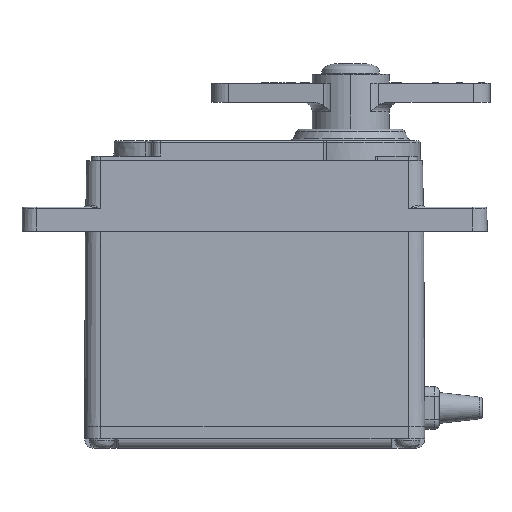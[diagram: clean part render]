
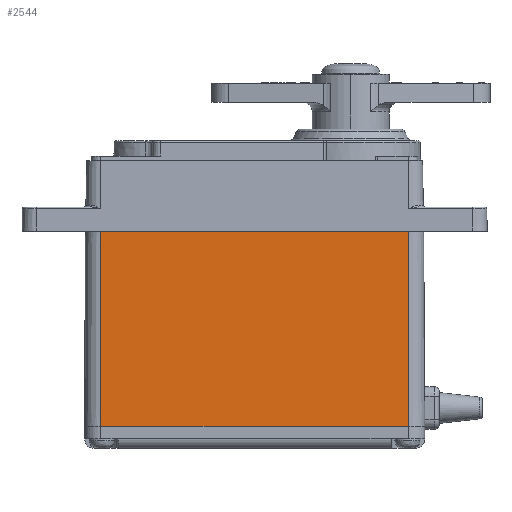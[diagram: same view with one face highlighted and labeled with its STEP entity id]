
A CAD part, top view. The second image highlights one B-rep face of the part: STEP entity #2544.
In plain terms, the highlighted planar face has unit normal (0, 0.005, 1).
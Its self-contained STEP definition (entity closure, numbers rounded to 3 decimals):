
#203=DIRECTION('',(1.,0.,0.));
#204=VECTOR('',#203,32.);
#205=CARTESIAN_POINT('',(-16.,-20.6,7.5));
#206=LINE('',#205,#204);
#504=DIRECTION('',(1.,0.,0.));
#505=VECTOR('',#504,32.);
#506=CARTESIAN_POINT('',(-16.,-0.3,7.4));
#507=LINE('',#506,#505);
#757=DIRECTION('',(0.,-1.,0.005));
#758=VECTOR('',#757,20.3);
#759=CARTESIAN_POINT('',(-16.,-0.3,7.4));
#760=LINE('',#759,#758);
#771=DIRECTION('',(0.,-1.,0.005));
#772=VECTOR('',#771,20.3);
#773=CARTESIAN_POINT('',(16.,-0.3,7.4));
#774=LINE('',#773,#772);
#1865=CARTESIAN_POINT('',(-16.,-20.6,7.5));
#1866=VERTEX_POINT('',#1865);
#1867=CARTESIAN_POINT('',(16.,-20.6,7.5));
#1868=VERTEX_POINT('',#1867);
#1871=CARTESIAN_POINT('',(-16.,-0.3,7.4));
#1872=CARTESIAN_POINT('',(16.,-0.3,7.4));
#1873=VERTEX_POINT('',#1871);
#1874=VERTEX_POINT('',#1872);
#2531=CARTESIAN_POINT('',(-16.,-0.3,7.4));
#2532=DIRECTION('',(0.,0.005,1.));
#2533=DIRECTION('',(0.,-1.,0.005));
#2534=AXIS2_PLACEMENT_3D('',#2531,#2532,#2533);
#2535=PLANE('',#2534);
#2536=ORIENTED_EDGE('',*,*,#2364,.T.);
#2538=ORIENTED_EDGE('',*,*,#2537,.T.);
#2539=ORIENTED_EDGE('',*,*,#2202,.F.);
#2541=ORIENTED_EDGE('',*,*,#2540,.F.);
#2542=EDGE_LOOP('',(#2536,#2538,#2539,#2541));
#2543=FACE_OUTER_BOUND('',#2542,.F.);
#2544=ADVANCED_FACE('',(#2543),#2535,.T.);
#2202=EDGE_CURVE('',#1866,#1868,#206,.T.);
#2364=EDGE_CURVE('',#1873,#1874,#507,.T.);
#2537=EDGE_CURVE('',#1874,#1868,#774,.T.);
#2540=EDGE_CURVE('',#1873,#1866,#760,.T.);
